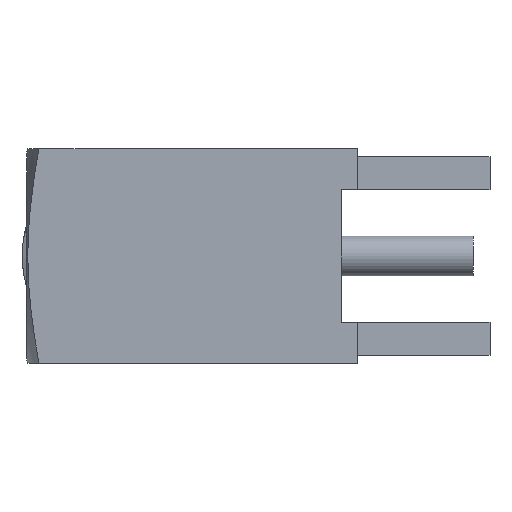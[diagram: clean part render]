
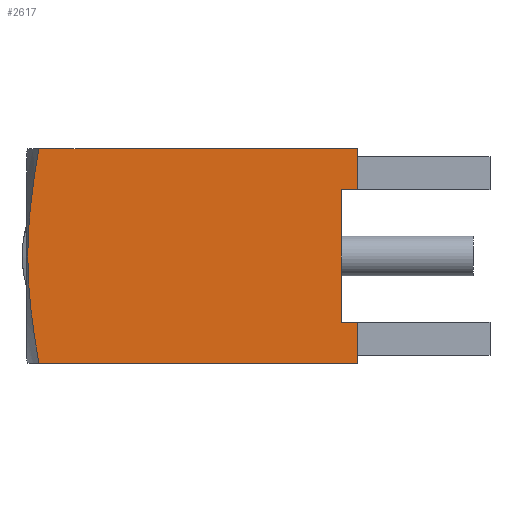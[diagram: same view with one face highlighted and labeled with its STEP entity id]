
A CAD part, left-side view. The second image highlights one B-rep face of the part: STEP entity #2617.
In plain terms, the highlighted planar face has unit normal (-1, 0, 0).
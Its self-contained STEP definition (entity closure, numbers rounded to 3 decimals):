
#56 = EDGE_CURVE ( 'NONE', #1843, #1612, #163, .T. ) ;
#84 = CARTESIAN_POINT ( 'NONE',  ( -3.25, 10., 2. ) ) ;
#107 = CARTESIAN_POINT ( 'NONE',  ( -3.25, 9.638, -3.25 ) ) ;
#109 = CARTESIAN_POINT ( 'NONE',  ( -3.25, 9.734, -2.711 ) ) ;
#111 = CARTESIAN_POINT ( 'NONE',  ( -3.25, 9.818, -2.17 ) ) ;
#112 = CARTESIAN_POINT ( 'NONE',  ( -3.25, 9.939, -1.086 ) ) ;
#114 = CARTESIAN_POINT ( 'NONE',  ( -3.25, 9.975, -0.543 ) ) ;
#115 = CARTESIAN_POINT ( 'NONE',  ( -3.25, 9.638, -3.25 ) ) ;
#116 = DIRECTION ( 'NONE',  ( 0., -1., 0. ) ) ;
#118 = CARTESIAN_POINT ( 'NONE',  ( -3.25, 10., 3.25 ) ) ;
#119 = LINE ( 'NONE', #118, #1166 ) ;
#120 = LINE ( 'NONE', #84, #555 ) ;
#122 = CARTESIAN_POINT ( 'NONE',  ( -3.25, 9.975, 0. ) ) ;
#125 = DIRECTION ( 'NONE',  ( 0., 1., 0. ) ) ;
#127 = CARTESIAN_POINT ( 'NONE',  ( -3.25, 10., -2. ) ) ;
#129 = LINE ( 'NONE', #127, #1176 ) ;
#152 = CARTESIAN_POINT ( 'NONE',  ( -3.25, 10., -3.25 ) ) ;
#153 = LINE ( 'NONE', #152, #1218 ) ;
#159 = DIRECTION ( 'NONE',  ( 0., 0., 1. ) ) ;
#161 = CARTESIAN_POINT ( 'NONE',  ( -3.25, 0., -3.25 ) ) ;
#163 = LINE ( 'NONE', #161, #2086 ) ;
#174 = VERTEX_POINT ( 'NONE', #115 ) ;
#175 = DIRECTION ( 'NONE',  ( 0., -1., 0. ) ) ;
#177 = DIRECTION ( 'NONE',  ( 0., -1., 0. ) ) ;
#282 = DIRECTION ( 'NONE',  ( 0., 0., -1. ) ) ;
#283 = CARTESIAN_POINT ( 'NONE',  ( -3.25, 0.5, -3.25 ) ) ;
#284 = LINE ( 'NONE', #283, #1392 ) ;
#353 = CARTESIAN_POINT ( 'NONE',  ( -3.25, 0.5, 2. ) ) ;
#456 = EDGE_LOOP ( 'NONE', ( #969, #972, #964, #976, #980, #982, #990, #993, #999 ) ) ;
#555 = VECTOR ( 'NONE', #175, 1000. ) ;
#613 = B_SPLINE_CURVE_WITH_KNOTS ( 'NONE', 3,
 ( #2112, #2109, #2107, #2102 ),
 .UNSPECIFIED., .F., .F.,
 ( 4, 4 ),
 ( 0.01, 0.014 ),
 .UNSPECIFIED. ) ;
#733 = VERTEX_POINT ( 'NONE', #2452 ) ;
#873 = FACE_OUTER_BOUND ( 'NONE', #456, .T. ) ;
#875 = AXIS2_PLACEMENT_3D ( 'NONE', #2356, #2354, #2351 ) ;
#900 = DIRECTION ( 'NONE',  ( 0., 0., 1. ) ) ;
#903 = CARTESIAN_POINT ( 'NONE',  ( -3.25, 0., -3.25 ) ) ;
#905 = LINE ( 'NONE', #903, #1688 ) ;
#912 = CARTESIAN_POINT ( 'NONE',  ( -3.25, 0., -3.25 ) ) ;
#924 = CARTESIAN_POINT ( 'NONE',  ( -3.25, 0., 2. ) ) ;
#964 = ORIENTED_EDGE ( 'NONE', *, *, #2142, .F. ) ;
#969 = ORIENTED_EDGE ( 'NONE', *, *, #1854, .T. ) ;
#972 = ORIENTED_EDGE ( 'NONE', *, *, #2282, .T. ) ;
#976 = ORIENTED_EDGE ( 'NONE', *, *, #2286, .T. ) ;
#980 = ORIENTED_EDGE ( 'NONE', *, *, #56, .T. ) ;
#982 = ORIENTED_EDGE ( 'NONE', *, *, #2292, .F. ) ;
#990 = ORIENTED_EDGE ( 'NONE', *, *, #1373, .T. ) ;
#993 = ORIENTED_EDGE ( 'NONE', *, *, #2306, .T. ) ;
#999 = ORIENTED_EDGE ( 'NONE', *, *, #2252, .T. ) ;
#1065 = VERTEX_POINT ( 'NONE', #2384 ) ;
#1166 = VECTOR ( 'NONE', #116, 1000. ) ;
#1176 = VECTOR ( 'NONE', #125, 1000. ) ;
#1218 = VECTOR ( 'NONE', #177, 1000. ) ;
#1268 = VERTEX_POINT ( 'NONE', #2285 ) ;
#1300 = CARTESIAN_POINT ( 'NONE',  ( -3.25, 9.638, 3.25 ) ) ;
#1373 = EDGE_CURVE ( 'NONE', #1687, #733, #613, .T. ) ;
#1392 = VECTOR ( 'NONE', #282, 1000. ) ;
#1567 = CARTESIAN_POINT ( 'NONE',  ( -3.25, 0., 3.25 ) ) ;
#1612 = VERTEX_POINT ( 'NONE', #1567 ) ;
#1687 = VERTEX_POINT ( 'NONE', #1300 ) ;
#1688 = VECTOR ( 'NONE', #900, 1000. ) ;
#1843 = VERTEX_POINT ( 'NONE', #924 ) ;
#1848 = VERTEX_POINT ( 'NONE', #912 ) ;
#1854 = EDGE_CURVE ( 'NONE', #1848, #1065, #905, .T. ) ;
#2059 = VERTEX_POINT ( 'NONE', #353 ) ;
#2086 = VECTOR ( 'NONE', #159, 1000. ) ;
#2102 = CARTESIAN_POINT ( 'NONE',  ( -3.25, 9.975, 0. ) ) ;
#2107 = CARTESIAN_POINT ( 'NONE',  ( -3.25, 9.975, 1.085 ) ) ;
#2109 = CARTESIAN_POINT ( 'NONE',  ( -3.25, 9.828, 2.176 ) ) ;
#2112 = CARTESIAN_POINT ( 'NONE',  ( -3.25, 9.638, 3.25 ) ) ;
#2142 = EDGE_CURVE ( 'NONE', #2059, #1268, #284, .T. ) ;
#2252 = EDGE_CURVE ( 'NONE', #174, #1848, #153, .T. ) ;
#2282 = EDGE_CURVE ( 'NONE', #1065, #1268, #129, .T. ) ;
#2285 = CARTESIAN_POINT ( 'NONE',  ( -3.25, 0.5, -2. ) ) ;
#2286 = EDGE_CURVE ( 'NONE', #2059, #1843, #120, .T. ) ;
#2292 = EDGE_CURVE ( 'NONE', #1687, #1612, #119, .T. ) ;
#2306 = EDGE_CURVE ( 'NONE', #733, #174, #2397, .T. ) ;
#2351 = DIRECTION ( 'NONE',  ( 0., 0., -1. ) ) ;
#2354 = DIRECTION ( 'NONE',  ( 1., 0., 0. ) ) ;
#2356 = CARTESIAN_POINT ( 'NONE',  ( -3.25, 10., -3.25 ) ) ;
#2359 = PLANE ( 'NONE',  #875 ) ;
#2384 = CARTESIAN_POINT ( 'NONE',  ( -3.25, 0., -2. ) ) ;
#2397 = B_SPLINE_CURVE_WITH_KNOTS ( 'NONE', 3,
 ( #122, #114, #112, #111, #109, #107 ),
 .UNSPECIFIED., .F., .F.,
 ( 4, 2, 4 ),
 ( 0.014, 0.015, 0.017 ),
 .UNSPECIFIED. ) ;
#2452 = CARTESIAN_POINT ( 'NONE',  ( -3.25, 9.975, 0. ) ) ;
#2617 = ADVANCED_FACE ( 'NONE', ( #873 ), #2359, .F. ) ;
